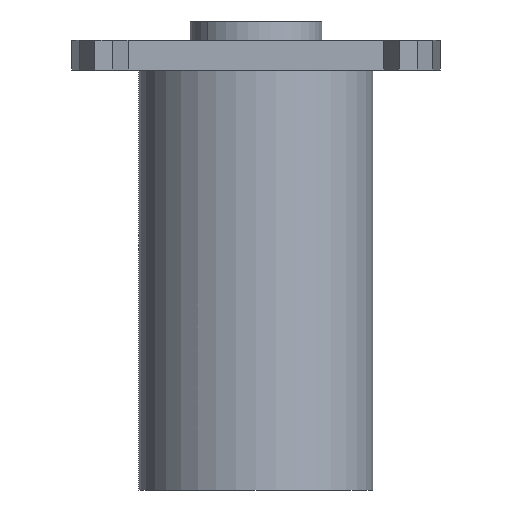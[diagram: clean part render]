
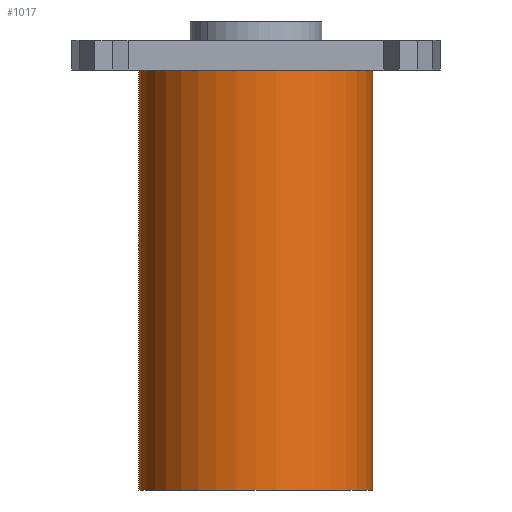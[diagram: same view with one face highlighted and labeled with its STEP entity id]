
A CAD part, front view. The second image highlights one B-rep face of the part: STEP entity #1017.
In plain terms, the highlighted cylindrical face has radius 1.95 mm (diameter 3.9 mm), a partial arc.
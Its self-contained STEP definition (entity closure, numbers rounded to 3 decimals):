
#63=CARTESIAN_POINT('',(0.,2.67,0.));
#64=DIRECTION('',(0.,0.,1.));
#65=DIRECTION('',(-1.,0.,0.));
#66=AXIS2_PLACEMENT_3D('',#63,#64,#65);
#334=CARTESIAN_POINT('',(0.,2.67,-7.));
#335=DIRECTION('',(0.,0.,1.));
#336=DIRECTION('',(-1.,0.,0.));
#337=AXIS2_PLACEMENT_3D('',#334,#335,#336);
#349=DIRECTION('',(0.,0.,1.));
#350=VECTOR('',#349,7.);
#351=CARTESIAN_POINT('',(1.95,2.67,-7.));
#352=LINE('',#351,#350);
#353=DIRECTION('',(0.,0.,1.));
#354=VECTOR('',#353,7.);
#355=CARTESIAN_POINT('',(-1.95,2.67,-7.));
#356=LINE('',#355,#354);
#475=CARTESIAN_POINT('',(1.95,2.67,-7.));
#476=CARTESIAN_POINT('',(-1.95,2.67,-7.));
#477=VERTEX_POINT('',#475);
#478=VERTEX_POINT('',#476);
#483=CARTESIAN_POINT('',(1.95,2.67,0.));
#484=CARTESIAN_POINT('',(-1.95,2.67,0.));
#485=VERTEX_POINT('',#483);
#486=VERTEX_POINT('',#484);
#1006=CARTESIAN_POINT('',(0.,2.67,-7.));
#1007=DIRECTION('',(0.,0.,1.));
#1008=DIRECTION('',(1.,0.,0.));
#1009=AXIS2_PLACEMENT_3D('',#1006,#1007,#1008);
#1010=CYLINDRICAL_SURFACE('',#1009,1.95);
#1011=ORIENTED_EDGE('',*,*,#524,.T.);
#1012=ORIENTED_EDGE('',*,*,#1001,.F.);
#1013=ORIENTED_EDGE('',*,*,#983,.F.);
#1014=ORIENTED_EDGE('',*,*,#998,.T.);
#1015=EDGE_LOOP('',(#1011,#1012,#1013,#1014));
#1016=FACE_OUTER_BOUND('',#1015,.F.);
#1017=ADVANCED_FACE('',(#1016),#1010,.T.);
#67=CIRCLE('',#66,1.95);
#338=CIRCLE('',#337,1.95);
#524=EDGE_CURVE('',#486,#485,#67,.T.);
#983=EDGE_CURVE('',#478,#477,#338,.T.);
#998=EDGE_CURVE('',#478,#486,#356,.T.);
#1001=EDGE_CURVE('',#477,#485,#352,.T.);
